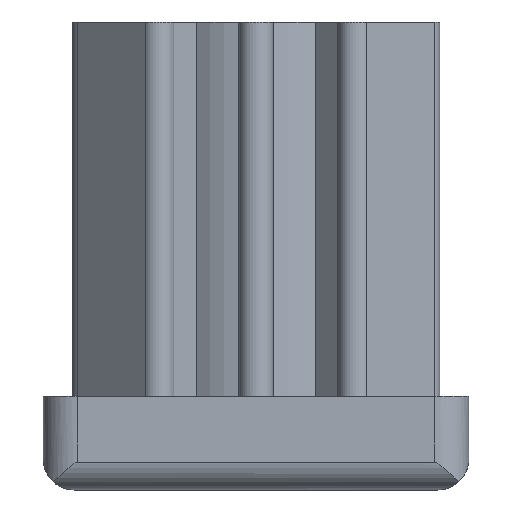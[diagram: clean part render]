
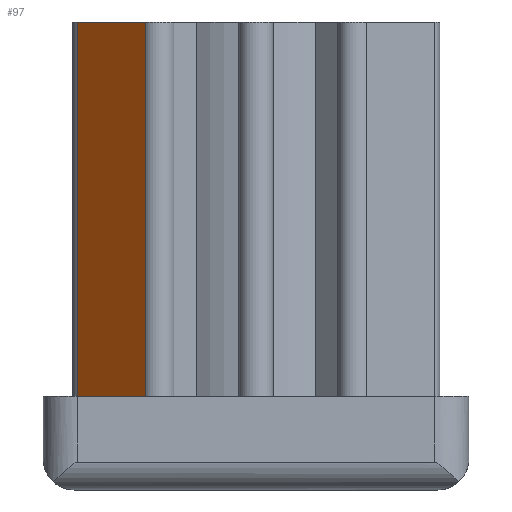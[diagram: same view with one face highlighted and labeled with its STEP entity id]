
A CAD part, left-side view. The second image highlights one B-rep face of the part: STEP entity #97.
In plain terms, the highlighted planar face has unit normal (-0.707, 0.707, 0).
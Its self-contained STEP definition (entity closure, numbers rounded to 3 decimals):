
#97 = ADVANCED_FACE( '', ( #251 ), #252, .F. );
#251 = FACE_OUTER_BOUND( '', #466, .T. );
#252 = PLANE( '', #467 );
#466 = EDGE_LOOP( '', ( #691, #692, #693, #694 ) );
#467 = AXIS2_PLACEMENT_3D( '', #695, #696, #697 );
#691 = ORIENTED_EDGE( '', *, *, #1320, .T. );
#692 = ORIENTED_EDGE( '', *, *, #1321, .T. );
#693 = ORIENTED_EDGE( '', *, *, #1322, .F. );
#694 = ORIENTED_EDGE( '', *, *, #1323, .F. );
#695 = CARTESIAN_POINT( '', ( -13., 21., 55. ) );
#696 = DIRECTION( '', ( 0.707, -0.707, 0. ) );
#697 = DIRECTION( '', ( 0.707, 0.707, 0. ) );
#1320 = EDGE_CURVE( '', #1585, #1586, #1587, .T. );
#1321 = EDGE_CURVE( '', #1586, #1588, #1589, .T. );
#1322 = EDGE_CURVE( '', #1590, #1588, #1591, .T. );
#1323 = EDGE_CURVE( '', #1585, #1590, #1592, .T. );
#1585 = VERTEX_POINT( '', #1994 );
#1586 = VERTEX_POINT( '', #1995 );
#1587 = LINE( '', #1996, #1997 );
#1588 = VERTEX_POINT( '', #1998 );
#1589 = LINE( '', #1999, #2000 );
#1590 = VERTEX_POINT( '', #2001 );
#1591 = LINE( '', #2002, #2003 );
#1592 = LINE( '', #2004, #2005 );
#1994 = CARTESIAN_POINT( '', ( -13., 21., 55. ) );
#1995 = CARTESIAN_POINT( '', ( -13., 21., 11. ) );
#1996 = CARTESIAN_POINT( '', ( -13., 21., 55. ) );
#1997 = VECTOR( '', #2590, 1000. );
#1998 = CARTESIAN_POINT( '', ( -21., 13., 11. ) );
#1999 = CARTESIAN_POINT( '', ( -13., 21., 11. ) );
#2000 = VECTOR( '', #2591, 1000. );
#2001 = CARTESIAN_POINT( '', ( -21., 13., 55. ) );
#2002 = CARTESIAN_POINT( '', ( -21., 13., 55. ) );
#2003 = VECTOR( '', #2592, 1000. );
#2004 = CARTESIAN_POINT( '', ( -13., 21., 55. ) );
#2005 = VECTOR( '', #2593, 1000. );
#2590 = DIRECTION( '', ( 0., 0., -1. ) );
#2591 = DIRECTION( '', ( -0.707, -0.707, 0. ) );
#2592 = DIRECTION( '', ( 0., 0., -1. ) );
#2593 = DIRECTION( '', ( -0.707, -0.707, 0. ) );
